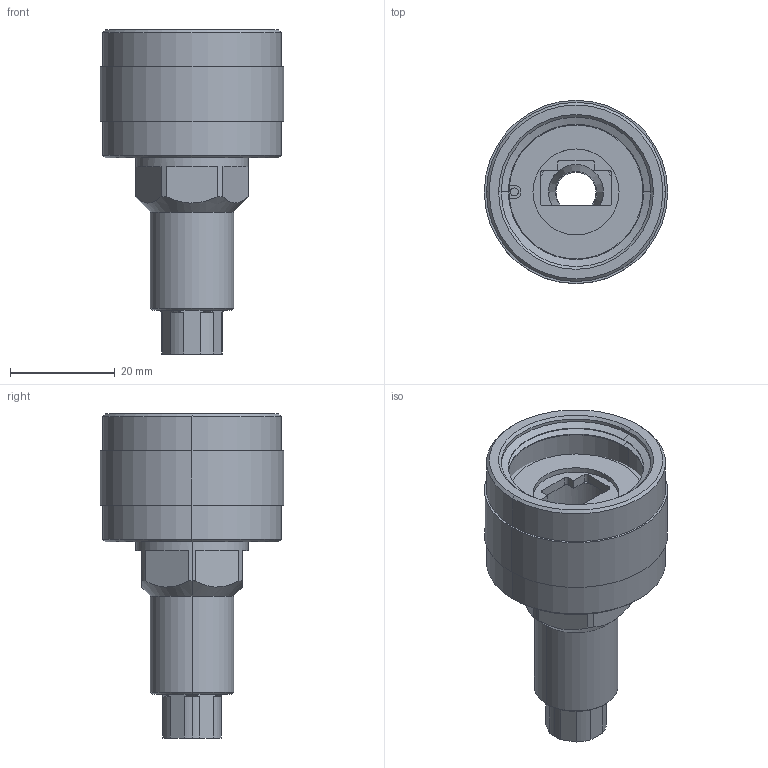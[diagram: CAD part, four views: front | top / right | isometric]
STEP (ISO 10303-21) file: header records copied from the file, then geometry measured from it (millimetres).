
FILE_DESCRIPTION (( 'STEP AP214' ), '1' );
FILE_NAME ('ECRA0213UA0.STEP', '2012-11-05T20:42:16', ( 'x' ), ( '' ), 'SwSTEP 2.0', 'SolidWorks 2012', '' );
FILE_SCHEMA (( 'AUTOMOTIVE_DESIGN' ));
Length unit declared in the file: inch
Products named in the file (7): 3AB10-035-MA5; 3AB10-035-MA4; 3AB10-035-MA3; 3AB10-035-MA2; 3AB10-035-MA1; 3AB10-035; ECRA0213UA0
Assembly tree (6 placements, depth 2):
  ECRA0213UA0
    3AB10-035
    3AB10-035-MA1
    3AB10-035-MA2
    3AB10-035-MA3
    3AB10-035-MA4
    3AB10-035-MA5
Bounding box: 34.92 x 34.92 x 61.72 mm (x, y, z)
Volume: 17244.7 mm3; surface area: 17954.2 mm2
Topology: 6 solids, 6 shells, 238 faces, 525 edges, 315 vertices
Faces by surface type: cone 94, cylinder 83, plane 61
Entity records: 7093 total; most frequent: CARTESIAN_POINT 1279, DIRECTION 1248, ORIENTED_EDGE 1050, EDGE_CURVE 525, AXIS2_PLACEMENT_3D 512, VERTEX_POINT 315, EDGE_LOOP 266, CIRCLE 265
